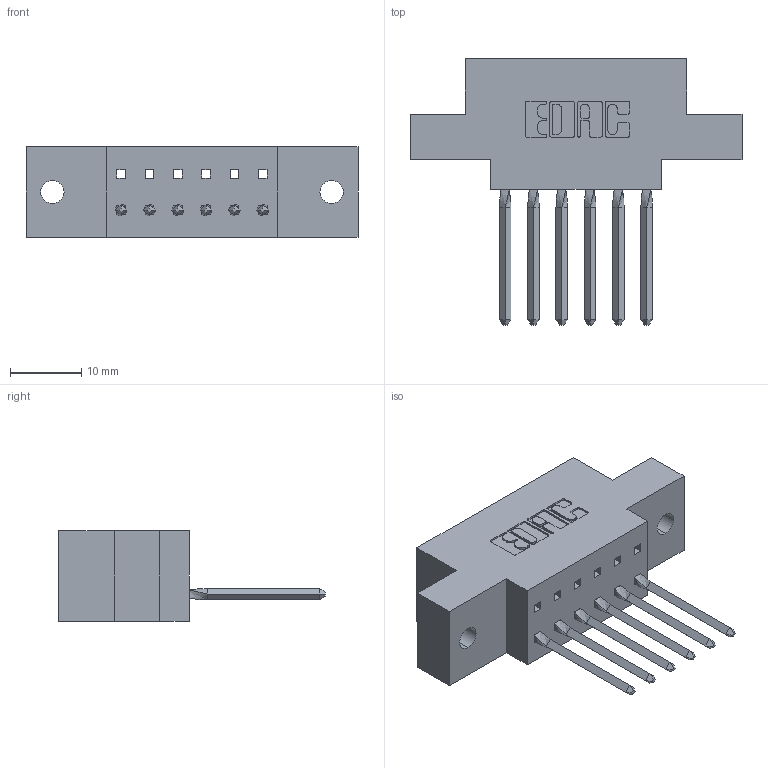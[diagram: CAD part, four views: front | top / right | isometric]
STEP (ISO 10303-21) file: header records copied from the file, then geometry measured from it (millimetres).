
FILE_DESCRIPTION (( 'STEP AP203' ), '1' );
FILE_NAME ('317-006-542-602.STEP', '2020-02-27T12:37:53', ( '' ), ( '' ), 'SwSTEP 2.0', 'SolidWorks 2016', '' );
FILE_SCHEMA (( 'CONFIG_CONTROL_DESIGN' ));
Length unit declared in the file: inch
Products named in the file (3): 317-006-542-602; 317-290-003_542; 317 Part_.144 Dia
Assembly tree (7 placements, depth 2):
  317-006-542-602
    317 Part_.144 Dia
    317-290-003_542  x6
Bounding box: 46.48 x 37.34 x 12.7 mm (x, y, z)
Volume: 6186.3 mm3; surface area: 6469.1 mm2
Topology: 7 solids, 7 shells, 552 faces, 1577 edges, 1022 vertices
Faces by surface type: plane 442, cylinder 86, bspline 24
Entity records: 12523 total; most frequent: CARTESIAN_POINT 2455, ORIENTED_EDGE 2124, DIRECTION 1838, EDGE_CURVE 1062, LINE 892, VECTOR 892, VERTEX_POINT 702, AXIS2_PLACEMENT_3D 473
